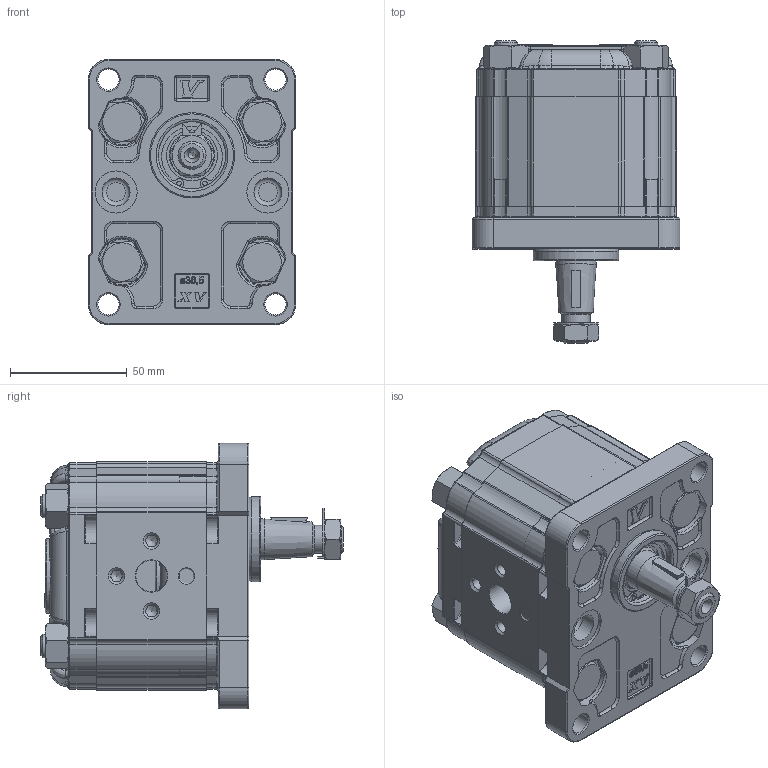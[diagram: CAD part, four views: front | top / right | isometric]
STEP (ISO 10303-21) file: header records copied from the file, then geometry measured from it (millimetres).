
FILE_DESCRIPTION( ( 'Unknown' ), '1' );
FILE_NAME( 'X2P4102EOOA.stp', 'Unknown', ( 'Unknown' ), ( 'Unknown' ), 'PSStep 14.0', 'Unknown', ' ' );
FILE_SCHEMA( ( 'AUTOMOTIVE_DESIGN { 1 0 10303 214 1 1 1 1 }' ) );
Length unit declared in the file: millimetre
Products named in the file (5): Assem1; X2P02; 2E; X2OOH47; XP201-A
Bounding box: 89 x 129.65 x 113.7 mm (x, y, z)
Volume: 1278657.1 mm3; surface area: 212661.6 mm2
Topology: 8 solids, 10 shells, 3802 faces, 9794 edges, 6270 vertices
Faces by surface type: plane 1788, cylinder 950, extrusion 380, torus 328, cone 214, bspline 134, sphere 8
Full cylindrical faces by diameter (mm): 2 x4, 4.917 x8, 5 x8, 9 x8, 10 x8, 11.5 x8, 12 x8, 12.5 x2, 13.5 x4, 16 x8, 17.42 x2, 17.48 x4, 18 x4, 18.724 x2, 20.595 x2, 21.741 x2, 25.834 x2, 28.56 x2, 28.57 x2, 28.8 x2, 30.5 x2, 36.5 x2
Entity records: 80073 total; most frequent: CARTESIAN_POINT 19434, ORIENTED_EDGE 9488, DIRECTION 9035, EDGE_CURVE 4744, VERTEX_POINT 3100, AXIS2_PLACEMENT_3D 3064, VECTOR 2907, LINE 2717
